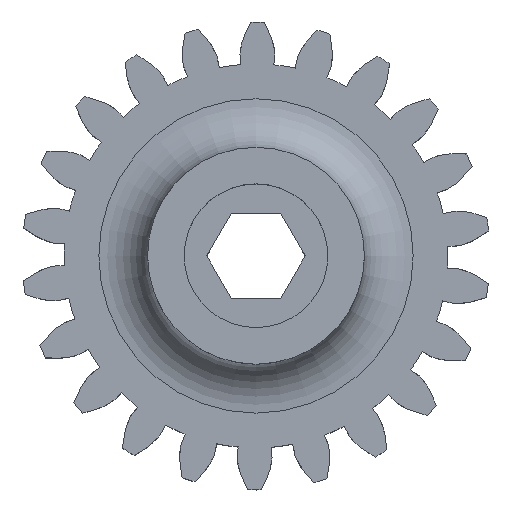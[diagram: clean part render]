
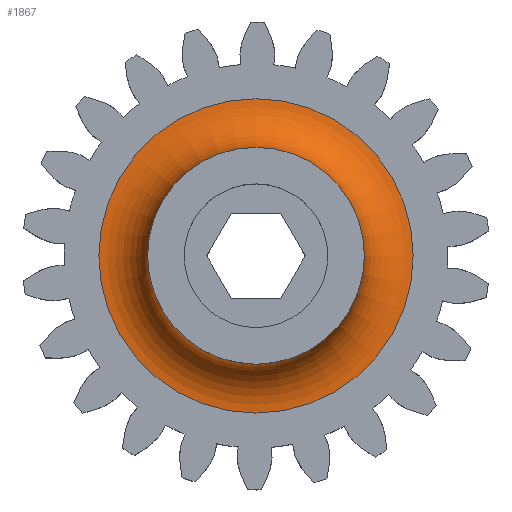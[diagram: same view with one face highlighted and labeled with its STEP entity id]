
A CAD part, top view. The second image highlights one B-rep face of the part: STEP entity #1867.
In plain terms, the highlighted toroidal (fillet/blend) face has major radius 6.45 mm and minor radius 2 mm.
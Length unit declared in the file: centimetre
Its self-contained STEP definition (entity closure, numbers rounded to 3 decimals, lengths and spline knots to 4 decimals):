
#504=VERTEX_POINT('',#2515);
#505=VERTEX_POINT('',#2517);
#697=CIRCLE('',#1969,0.445);
#698=CIRCLE('',#1970,0.645);
#790=EDGE_CURVE('',#504,#504,#697,.T.);
#791=EDGE_CURVE('',#505,#505,#698,.T.);
#1077=ORIENTED_EDGE('',*,*,#790,.T.);
#1078=ORIENTED_EDGE('',*,*,#791,.T.);
#1651=EDGE_LOOP('',(#1077));
#1652=EDGE_LOOP('',(#1078));
#1759=FACE_BOUND('',#1651,.T.);
#1760=FACE_BOUND('',#1652,.T.);
#1867=ADVANCED_FACE('',(#1759,#1760),#5426,.F.);
#1968=AXIS2_PLACEMENT_3D('',#2513,#2118,$);
#1969=AXIS2_PLACEMENT_3D('',#2514,#2119,#2120);
#1970=AXIS2_PLACEMENT_3D('',#2516,#2121,#2122);
#2118=DIRECTION('',(0.,0.,-1.));
#2119=DIRECTION('',(0.,0.,-1.));
#2120=DIRECTION('',(-0.445,0.,0.));
#2121=DIRECTION('',(0.,0.,1.));
#2122=DIRECTION('',(-0.645,0.,0.));
#2513=CARTESIAN_POINT('',(0.,0.,0.5));
#2514=CARTESIAN_POINT('',(0.,0.,0.5));
#2515=CARTESIAN_POINT('',(0.445,0.,0.5));
#2516=CARTESIAN_POINT('',(0.,0.,0.3));
#2517=CARTESIAN_POINT('',(0.645,0.,0.3));
#5426=TOROIDAL_SURFACE('',#1968,0.645,0.2);
